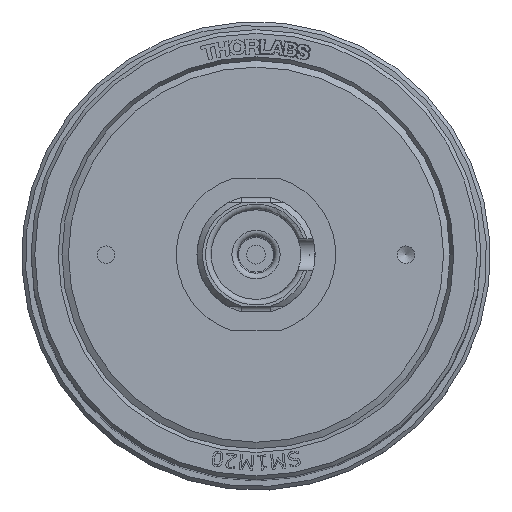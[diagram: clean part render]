
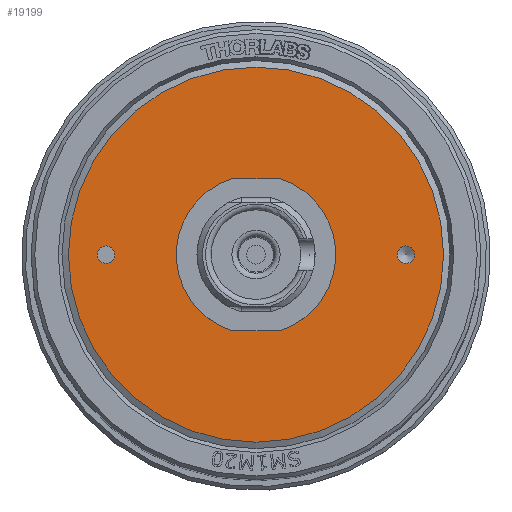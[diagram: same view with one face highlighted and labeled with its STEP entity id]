
A CAD part, top view. The second image highlights one B-rep face of the part: STEP entity #19199.
In plain terms, the highlighted planar face has unit normal (0, 0, 1).
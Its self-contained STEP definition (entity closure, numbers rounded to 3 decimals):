
#1647=FACE_BOUND('',#4778,.T.);
#1648=FACE_BOUND('',#4779,.T.);
#1649=FACE_BOUND('',#4780,.T.);
#1928=PLANE('',#20378);
#3682=FACE_OUTER_BOUND('',#4777,.T.);
#4777=EDGE_LOOP('',(#16892,#16893));
#4778=EDGE_LOOP('',(#16894,#16895));
#4779=EDGE_LOOP('',(#16896,#16897));
#4780=EDGE_LOOP('',(#16898));
#5420=CIRCLE('',#20379,12.705);
#5421=CIRCLE('',#20380,12.705);
#5422=CIRCLE('',#20381,0.595);
#5423=CIRCLE('',#20382,0.595);
#5424=CIRCLE('',#20383,0.595);
#5425=CIRCLE('',#20384,0.595);
#5426=CIRCLE('',#20385,5.017);
#9658=VERTEX_POINT('',#40783);
#9659=VERTEX_POINT('',#40784);
#9660=VERTEX_POINT('',#40787);
#9661=VERTEX_POINT('',#40788);
#9662=VERTEX_POINT('',#40791);
#9663=VERTEX_POINT('',#40792);
#9664=VERTEX_POINT('',#40795);
#12157=EDGE_CURVE('',#9658,#9659,#5420,.F.);
#12158=EDGE_CURVE('',#9659,#9658,#5421,.F.);
#12159=EDGE_CURVE('',#9660,#9661,#5422,.T.);
#12160=EDGE_CURVE('',#9661,#9660,#5423,.T.);
#12161=EDGE_CURVE('',#9662,#9663,#5424,.T.);
#12162=EDGE_CURVE('',#9663,#9662,#5425,.T.);
#12163=EDGE_CURVE('',#9664,#9664,#5426,.T.);
#16892=ORIENTED_EDGE('',*,*,#12157,.T.);
#16893=ORIENTED_EDGE('',*,*,#12158,.T.);
#16894=ORIENTED_EDGE('',*,*,#12159,.F.);
#16895=ORIENTED_EDGE('',*,*,#12160,.F.);
#16896=ORIENTED_EDGE('',*,*,#12161,.F.);
#16897=ORIENTED_EDGE('',*,*,#12162,.F.);
#16898=ORIENTED_EDGE('',*,*,#12163,.T.);
#19199=ADVANCED_FACE('',(#3682,#1647,#1648,#1649),#1928,.F.);
#20378=AXIS2_PLACEMENT_3D('',#40782,#23129,#23130);
#20379=AXIS2_PLACEMENT_3D('',#40785,#23131,#23132);
#20380=AXIS2_PLACEMENT_3D('',#40786,#23133,#23134);
#20381=AXIS2_PLACEMENT_3D('',#40789,#23135,#23136);
#20382=AXIS2_PLACEMENT_3D('',#40790,#23137,#23138);
#20383=AXIS2_PLACEMENT_3D('',#40793,#23139,#23140);
#20384=AXIS2_PLACEMENT_3D('',#40794,#23141,#23142);
#20385=AXIS2_PLACEMENT_3D('',#40796,#23143,#23144);
#23129=DIRECTION('center_axis',(0.,0.,
-1.));
#23130=DIRECTION('ref_axis',(-1.,0.,0.));
#23131=DIRECTION('center_axis',(0.,0.,
-1.));
#23132=DIRECTION('ref_axis',(1.,0.,0.));
#23133=DIRECTION('center_axis',(0.,0.,
-1.));
#23134=DIRECTION('ref_axis',(1.,0.,0.));
#23135=DIRECTION('center_axis',(0.,0.,
1.));
#23136=DIRECTION('ref_axis',(-1.,0.,0.));
#23137=DIRECTION('center_axis',(0.,0.,
1.));
#23138=DIRECTION('ref_axis',(-1.,0.,0.));
#23139=DIRECTION('center_axis',(0.,0.,
1.));
#23140=DIRECTION('ref_axis',(-1.,0.,0.));
#23141=DIRECTION('center_axis',(0.,0.,
1.));
#23142=DIRECTION('ref_axis',(-1.,0.,0.));
#23143=DIRECTION('center_axis',(0.,0.,
-1.));
#23144=DIRECTION('ref_axis',(1.,0.,0.));
#40782=CARTESIAN_POINT('Origin',(0.,-13.145,-0.571));
#40783=CARTESIAN_POINT('',(12.705,0.,-0.571));
#40784=CARTESIAN_POINT('',(-12.705,0.,-0.571));
#40785=CARTESIAN_POINT('Origin',(0.,0.,
-0.571));
#40786=CARTESIAN_POINT('Origin',(0.,0.,
-0.571));
#40787=CARTESIAN_POINT('',(-10.755,0.,-0.571));
#40788=CARTESIAN_POINT('',(-9.565,0.,-0.571));
#40789=CARTESIAN_POINT('Origin',(-10.16,0.,-0.571));
#40790=CARTESIAN_POINT('Origin',(-10.16,0.,-0.571));
#40791=CARTESIAN_POINT('',(9.565,0.,-0.571));
#40792=CARTESIAN_POINT('',(10.755,0.,-0.571));
#40793=CARTESIAN_POINT('Origin',(10.16,0.,-0.571));
#40794=CARTESIAN_POINT('Origin',(10.16,0.,-0.571));
#40795=CARTESIAN_POINT('',(5.017,0.,-0.571));
#40796=CARTESIAN_POINT('Origin',(0.,0.,
-0.571));
